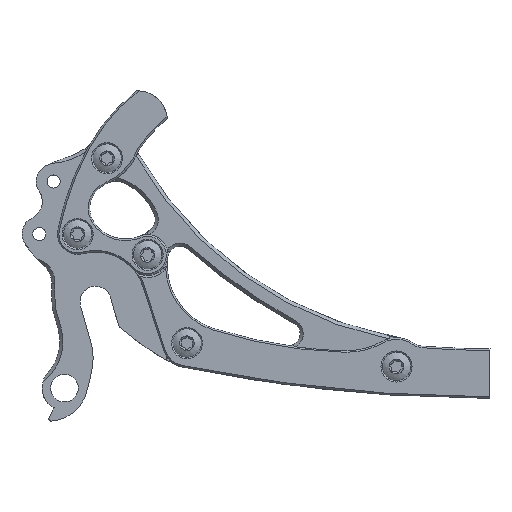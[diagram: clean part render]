
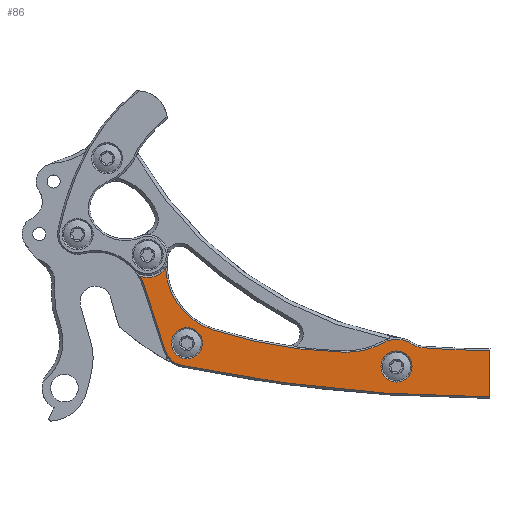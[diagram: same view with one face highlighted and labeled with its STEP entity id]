
A CAD part, top view. The second image highlights one B-rep face of the part: STEP entity #86.
In plain terms, the highlighted planar face has unit normal (0, 0, 1).
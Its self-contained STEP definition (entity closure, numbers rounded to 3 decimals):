
#86 = ADVANCED_FACE ( 'NONE', ( #1641, #1622, #1616 ), #7959, .F. ) ;
#306 = ORIENTED_EDGE ( 'NONE', *, *, #1220, .T. ) ;
#307 = ORIENTED_EDGE ( 'NONE', *, *, #1221, .T. ) ;
#308 = ORIENTED_EDGE ( 'NONE', *, *, #1222, .T. ) ;
#309 = ORIENTED_EDGE ( 'NONE', *, *, #1223, .F. ) ;
#310 = ORIENTED_EDGE ( 'NONE', *, *, #1224, .F. ) ;
#311 = ORIENTED_EDGE ( 'NONE', *, *, #1225, .F. ) ;
#312 = ORIENTED_EDGE ( 'NONE', *, *, #1226, .F. ) ;
#313 = ORIENTED_EDGE ( 'NONE', *, *, #1191, .F. ) ;
#314 = ORIENTED_EDGE ( 'NONE', *, *, #1182, .F. ) ;
#315 = ORIENTED_EDGE ( 'NONE', *, *, #3876, .F. ) ;
#316 = ORIENTED_EDGE ( 'NONE', *, *, #3857, .F. ) ;
#317 = ORIENTED_EDGE ( 'NONE', *, *, #3855, .F. ) ;
#318 = ORIENTED_EDGE ( 'NONE', *, *, #3856, .F. ) ;
#319 = ORIENTED_EDGE ( 'NONE', *, *, #3860, .F. ) ;
#670 = VERTEX_POINT ( 'NONE', #6904 ) ;
#675 = VERTEX_POINT ( 'NONE', #6926 ) ;
#681 = VERTEX_POINT ( 'NONE', #6880 ) ;
#686 = VERTEX_POINT ( 'NONE', #6946 ) ;
#687 = VERTEX_POINT ( 'NONE', #6942 ) ;
#694 = VERTEX_POINT ( 'NONE', #6930 ) ;
#712 = VERTEX_POINT ( 'NONE', #3475 ) ;
#720 = VERTEX_POINT ( 'NONE', #3416 ) ;
#727 = VERTEX_POINT ( 'NONE', #3447 ) ;
#740 = VERTEX_POINT ( 'NONE', #3444 ) ;
#805 = VERTEX_POINT ( 'NONE', #7332 ) ;
#819 = VERTEX_POINT ( 'NONE', #7294 ) ;
#1182 = EDGE_CURVE ( 'NONE', #694, #686, #1888, .T. ) ;
#1191 = EDGE_CURVE ( 'NONE', #686, #805, #1900, .T. ) ;
#1220 = EDGE_CURVE ( 'NONE', #6649, #6649, #1942, .T. ) ;
#1221 = EDGE_CURVE ( 'NONE', #6650, #6650, #1947, .T. ) ;
#1222 = EDGE_CURVE ( 'NONE', #819, #712, #1945, .T. ) ;
#1223 = EDGE_CURVE ( 'NONE', #727, #712, #1943, .T. ) ;
#1224 = EDGE_CURVE ( 'NONE', #740, #727, #1946, .T. ) ;
#1225 = EDGE_CURVE ( 'NONE', #720, #740, #1950, .T. ) ;
#1226 = EDGE_CURVE ( 'NONE', #805, #720, #1948, .T. ) ;
#1252 = AXIS2_PLACEMENT_3D ( 'NONE', #7843, #7784, #7807 ) ;
#1378 = AXIS2_PLACEMENT_3D ( 'NONE', #4388, #4389, #4390 ) ;
#1383 = AXIS2_PLACEMENT_3D ( 'NONE', #4409, #4410, #4411 ) ;
#1395 = AXIS2_PLACEMENT_3D ( 'NONE', #4542, #4543, #4544 ) ;
#1396 = AXIS2_PLACEMENT_3D ( 'NONE', #4546, #4547, #4548 ) ;
#1397 = AXIS2_PLACEMENT_3D ( 'NONE', #4550, #4551, #4552 ) ;
#1398 = AXIS2_PLACEMENT_3D ( 'NONE', #4553, #4554, #4555 ) ;
#1399 = AXIS2_PLACEMENT_3D ( 'NONE', #4556, #4557, #4558 ) ;
#1400 = AXIS2_PLACEMENT_3D ( 'NONE', #4559, #4560, #4561 ) ;
#1571 = AXIS2_PLACEMENT_3D ( 'NONE', #5544, #5545, #5546 ) ;
#1572 = AXIS2_PLACEMENT_3D ( 'NONE', #5547, #5548, #5549 ) ;
#1575 = AXIS2_PLACEMENT_3D ( 'NONE', #5557, #5558, #5559 ) ;
#1584 = AXIS2_PLACEMENT_3D ( 'NONE', #5599, #5600, #5601 ) ;
#1616 = FACE_OUTER_BOUND ( 'NONE', #7264, .T. ) ;
#1622 = FACE_BOUND ( 'NONE', #7148, .T. ) ;
#1641 = FACE_BOUND ( 'NONE', #7247, .T. ) ;
#1888 = CIRCLE ( 'NONE', #1378, 21.747 ) ;
#1900 = CIRCLE ( 'NONE', #1383, 150.5 ) ;
#1942 = CIRCLE ( 'NONE', #1395, 5. ) ;
#1943 = CIRCLE ( 'NONE', #1397, 300.5 ) ;
#1945 = LINE ( 'NONE', #4541, #1949 ) ;
#1946 = CIRCLE ( 'NONE', #1398, 6.5 ) ;
#1947 = CIRCLE ( 'NONE', #1396, 5. ) ;
#1948 = CIRCLE ( 'NONE', #1400, 24.041 ) ;
#1949 = VECTOR ( 'NONE', #4549, 1000. ) ;
#1950 = CIRCLE ( 'NONE', #1399, 8.78 ) ;
#2987 = LINE ( 'NONE', #5540, #3000 ) ;
#2999 = CIRCLE ( 'NONE', #1571, 7.349 ) ;
#3000 = VECTOR ( 'NONE', #5536, 1000. ) ;
#3001 = CIRCLE ( 'NONE', #1572, 16.5 ) ;
#3004 = CIRCLE ( 'NONE', #1575, 499.5 ) ;
#3026 = CIRCLE ( 'NONE', #1584, 7.254 ) ;
#3416 = CARTESIAN_POINT ( 'NONE',  ( 92.479, -13.173, 6. ) ) ;
#3444 = CARTESIAN_POINT ( 'NONE',  ( 101.787, -13.626, 6. ) ) ;
#3447 = CARTESIAN_POINT ( 'NONE',  ( 105.003, -14.772, 6. ) ) ;
#3475 = CARTESIAN_POINT ( 'NONE',  ( 126.849, -15.652, 6. ) ) ;
#3855 = EDGE_CURVE ( 'NONE', #681, #675, #2987, .T. ) ;
#3856 = EDGE_CURVE ( 'NONE', #670, #681, #2999, .T. ) ;
#3857 = EDGE_CURVE ( 'NONE', #675, #687, #3001, .T. ) ;
#3860 = EDGE_CURVE ( 'NONE', #819, #670, #3004, .T. ) ;
#3876 = EDGE_CURVE ( 'NONE', #687, #694, #3026, .T. ) ;
#4388 = CARTESIAN_POINT ( 'NONE',  ( 44.273, 11.692, 6. ) ) ;
#4389 = DIRECTION ( 'NONE',  ( 0., 0., 1. ) ) ;
#4390 = DIRECTION ( 'NONE',  ( 1., 0., 0. ) ) ;
#4409 = CARTESIAN_POINT ( 'NONE',  ( 83.829, 134.219, 6. ) ) ;
#4410 = DIRECTION ( 'NONE',  ( 0., 0., 1. ) ) ;
#4411 = DIRECTION ( 'NONE',  ( 1., 0., 0. ) ) ;
#4541 = CARTESIAN_POINT ( 'NONE',  ( 126.85, -15.152, 6. ) ) ;
#4542 = CARTESIAN_POINT ( 'NONE',  ( 29.402, -13.315, 6. ) ) ;
#4543 = DIRECTION ( 'NONE',  ( 0., 0., -1. ) ) ;
#4544 = DIRECTION ( 'NONE',  ( -1., 0., 0. ) ) ;
#4546 = CARTESIAN_POINT ( 'NONE',  ( 96.772, -20.832, 6. ) ) ;
#4547 = DIRECTION ( 'NONE',  ( 0., 0., -1. ) ) ;
#4548 = DIRECTION ( 'NONE',  ( -1., 0., 0. ) ) ;
#4549 = DIRECTION ( 'NONE',  ( 0.002, 1., 0. ) ) ;
#4550 = CARTESIAN_POINT ( 'NONE',  ( 128.01, 284.846, 6. ) ) ;
#4551 = DIRECTION ( 'NONE',  ( 0., 0., 1. ) ) ;
#4552 = DIRECTION ( 'NONE',  ( 1., 0., 0. ) ) ;
#4553 = CARTESIAN_POINT ( 'NONE',  ( 105.5, -8.291, 6. ) ) ;
#4554 = DIRECTION ( 'NONE',  ( 0., 0., 1. ) ) ;
#4555 = DIRECTION ( 'NONE',  ( 1., 0., 0. ) ) ;
#4556 = CARTESIAN_POINT ( 'NONE',  ( 96.772, -20.832, 6. ) ) ;
#4557 = DIRECTION ( 'NONE',  ( 0., 0., -1. ) ) ;
#4558 = DIRECTION ( 'NONE',  ( 1., 0., 0. ) ) ;
#4559 = CARTESIAN_POINT ( 'NONE',  ( 80.725, 7.798, 6. ) ) ;
#4560 = DIRECTION ( 'NONE',  ( 0., 0., 1. ) ) ;
#4561 = DIRECTION ( 'NONE',  ( 1., 0., 0. ) ) ;
#5536 = DIRECTION ( 'NONE',  ( -0.309, 0.951, 0. ) ) ;
#5540 = CARTESIAN_POINT ( 'NONE',  ( 15.692, 5.099, 6. ) ) ;
#5544 = CARTESIAN_POINT ( 'NONE',  ( 29.402, -13.315, 6. ) ) ;
#5545 = DIRECTION ( 'NONE',  ( 0., 0., -1. ) ) ;
#5546 = DIRECTION ( 'NONE',  ( 1., 0., 0. ) ) ;
#5547 = CARTESIAN_POINT ( 'NONE',  ( 0., 0., 6. ) ) ;
#5548 = DIRECTION ( 'NONE',  ( 0., 0., 1. ) ) ;
#5549 = DIRECTION ( 'NONE',  ( 1., 0., 0. ) ) ;
#5557 = CARTESIAN_POINT ( 'NONE',  ( 127.748, 468.91, 6. ) ) ;
#5558 = DIRECTION ( 'NONE',  ( 0., 0., -1. ) ) ;
#5559 = DIRECTION ( 'NONE',  ( 1., 0., 0. ) ) ;
#5599 = CARTESIAN_POINT ( 'NONE',  ( 16.73, 15.045, 6. ) ) ;
#5600 = DIRECTION ( 'NONE',  ( 0., 0., 1. ) ) ;
#5601 = DIRECTION ( 'NONE',  ( 1., 0., 0. ) ) ;
#6455 = CARTESIAN_POINT ( 'NONE',  ( 24.402, -13.315, 6. ) ) ;
#6456 = CARTESIAN_POINT ( 'NONE',  ( 91.772, -20.832, 6. ) ) ;
#6649 = VERTEX_POINT ( 'NONE', #6455 ) ;
#6650 = VERTEX_POINT ( 'NONE', #6456 ) ;
#6880 = CARTESIAN_POINT ( 'NONE',  ( 22.413, -15.586, 6. ) ) ;
#6904 = CARTESIAN_POINT ( 'NONE',  ( 27.934, -20.516, 6. ) ) ;
#6926 = CARTESIAN_POINT ( 'NONE',  ( 15.692, 5.099, 6. ) ) ;
#6930 = CARTESIAN_POINT ( 'NONE',  ( 22.549, 10.713, 6. ) ) ;
#6942 = CARTESIAN_POINT ( 'NONE',  ( 14.315, 8.205, 6. ) ) ;
#6946 = CARTESIAN_POINT ( 'NONE',  ( 37.592, -9.002, 6. ) ) ;
#7148 = EDGE_LOOP ( 'NONE', ( #307 ) ) ;
#7247 = EDGE_LOOP ( 'NONE', ( #306 ) ) ;
#7264 = EDGE_LOOP ( 'NONE', ( #308, #309, #310, #311, #312, #313, #314, #315, #316, #317, #318, #319 ) ) ;
#7294 = CARTESIAN_POINT ( 'NONE',  ( 126.821, -30.589, 6. ) ) ;
#7332 = CARTESIAN_POINT ( 'NONE',  ( 80.135, -16.235, 6. ) ) ;
#7784 = DIRECTION ( 'NONE',  ( 0., 0., -1. ) ) ;
#7807 = DIRECTION ( 'NONE',  ( 1., 0., 0. ) ) ;
#7843 = CARTESIAN_POINT ( 'NONE',  ( 80.905, 3.918, 6. ) ) ;
#7959 = PLANE ( 'NONE',  #1252 ) ;
